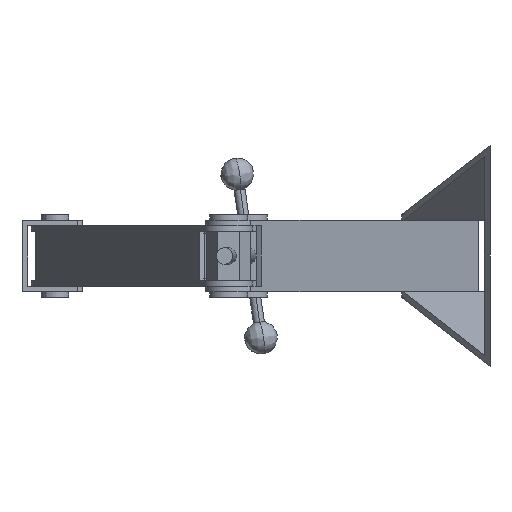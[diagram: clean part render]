
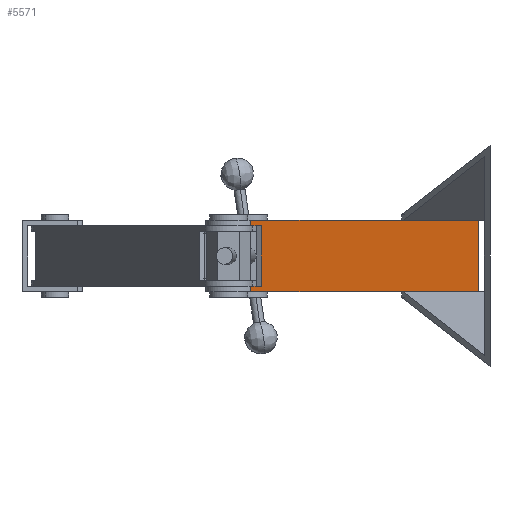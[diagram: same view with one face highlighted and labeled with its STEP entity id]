
A CAD part, left-side view. The second image highlights one B-rep face of the part: STEP entity #5571.
In plain terms, the highlighted free-form (B-spline) face has degree [1, 1] with [2, 2] control points.
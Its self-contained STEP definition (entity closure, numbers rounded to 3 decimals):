
#5453 = VERTEX_POINT('',#5454);
#5454 = CARTESIAN_POINT('',(-656.066,166.201,
    26.953));
#5462 = EDGE_CURVE('',#5463,#5453,#5465,.T.);
#5463 = VERTEX_POINT('',#5464);
#5464 = CARTESIAN_POINT('',(-656.066,166.201,
    33.546));
#5465 = B_SPLINE_CURVE_WITH_KNOTS('',1,(#5466,#5467),.UNSPECIFIED.,.F.,
  .F.,(2,2),(0.,5.),.PIECEWISE_BEZIER_KNOTS.);
#5466 = CARTESIAN_POINT('',(-656.066,166.201,
    33.546));
#5467 = CARTESIAN_POINT('',(-656.066,166.201,
    26.953));
#5501 = VERTEX_POINT('',#5502);
#5502 = CARTESIAN_POINT('',(-656.066,166.201,
    106.069));
#5510 = EDGE_CURVE('',#5511,#5501,#5513,.T.);
#5511 = VERTEX_POINT('',#5512);
#5512 = CARTESIAN_POINT('',(-656.066,166.201,
    112.662));
#5513 = B_SPLINE_CURVE_WITH_KNOTS('',1,(#5514,#5515),.UNSPECIFIED.,.F.,
  .F.,(2,2),(-60.,-55.),.PIECEWISE_BEZIER_KNOTS.);
#5514 = CARTESIAN_POINT('',(-656.066,166.201,
    112.662));
#5515 = CARTESIAN_POINT('',(-656.066,166.201,
    106.069));
#5571 = ADVANCED_FACE('',(#5572),#5614,.F.);
#5572 = FACE_BOUND('',#5573,.T.);
#5573 = EDGE_LOOP('',(#5574,#5581,#5582,#5589,#5596,#5601,#5602,#5609));
#5574 = ORIENTED_EDGE('',*,*,#5575,.T.);
#5575 = EDGE_CURVE('',#5576,#5463,#5578,.T.);
#5576 = VERTEX_POINT('',#5577);
#5577 = CARTESIAN_POINT('',(-636.777,153.537,
    33.546));
#5578 = B_SPLINE_CURVE_WITH_KNOTS('',1,(#5579,#5580),.UNSPECIFIED.,.F.,
  .F.,(2,2),(-40.,-22.5),.PIECEWISE_BEZIER_KNOTS.);
#5579 = CARTESIAN_POINT('',(-636.777,153.537,
    33.546));
#5580 = CARTESIAN_POINT('',(-656.066,166.201,
    33.546));
#5581 = ORIENTED_EDGE('',*,*,#5462,.T.);
#5582 = ORIENTED_EDGE('',*,*,#5583,.T.);
#5583 = EDGE_CURVE('',#5453,#5584,#5586,.T.);
#5584 = VERTEX_POINT('',#5585);
#5585 = CARTESIAN_POINT('',(-239.968,-106.996,
    26.953));
#5586 = B_SPLINE_CURVE_WITH_KNOTS('',1,(#5587,#5588),.UNSPECIFIED.,.F.,
  .F.,(2,2),(22.5,400.),.PIECEWISE_BEZIER_KNOTS.);
#5587 = CARTESIAN_POINT('',(-656.066,166.201,
    26.953));
#5588 = CARTESIAN_POINT('',(-239.968,-106.996,
    26.953));
#5589 = ORIENTED_EDGE('',*,*,#5590,.T.);
#5590 = EDGE_CURVE('',#5584,#5591,#5593,.T.);
#5591 = VERTEX_POINT('',#5592);
#5592 = CARTESIAN_POINT('',(-239.968,-106.996,
    112.662));
#5593 = B_SPLINE_CURVE_WITH_KNOTS('',1,(#5594,#5595),.UNSPECIFIED.,.F.,
  .F.,(2,2),(-5.,60.),.PIECEWISE_BEZIER_KNOTS.);
#5594 = CARTESIAN_POINT('',(-239.968,-106.996,
    26.953));
#5595 = CARTESIAN_POINT('',(-239.968,-106.996,
    112.662));
#5596 = ORIENTED_EDGE('',*,*,#5597,.F.);
#5597 = EDGE_CURVE('',#5511,#5591,#5598,.T.);
#5598 = B_SPLINE_CURVE_WITH_KNOTS('',1,(#5599,#5600),.UNSPECIFIED.,.F.,
  .F.,(2,2),(22.5,400.),.PIECEWISE_BEZIER_KNOTS.);
#5599 = CARTESIAN_POINT('',(-656.066,166.201,
    112.662));
#5600 = CARTESIAN_POINT('',(-239.968,-106.996,
    112.662));
#5601 = ORIENTED_EDGE('',*,*,#5510,.T.);
#5602 = ORIENTED_EDGE('',*,*,#5603,.T.);
#5603 = EDGE_CURVE('',#5501,#5604,#5606,.T.);
#5604 = VERTEX_POINT('',#5605);
#5605 = CARTESIAN_POINT('',(-636.777,153.537,
    106.069));
#5606 = B_SPLINE_CURVE_WITH_KNOTS('',1,(#5607,#5608),.UNSPECIFIED.,.F.,
  .F.,(2,2),(-17.5,0.),.PIECEWISE_BEZIER_KNOTS.);
#5607 = CARTESIAN_POINT('',(-656.066,166.201,
    106.069));
#5608 = CARTESIAN_POINT('',(-636.777,153.537,
    106.069));
#5609 = ORIENTED_EDGE('',*,*,#5610,.T.);
#5610 = EDGE_CURVE('',#5604,#5576,#5611,.T.);
#5611 = B_SPLINE_CURVE_WITH_KNOTS('',1,(#5612,#5613),.UNSPECIFIED.,.F.,
  .F.,(2,2),(-55.,0.),.PIECEWISE_BEZIER_KNOTS.);
#5612 = CARTESIAN_POINT('',(-636.777,153.537,
    106.069));
#5613 = CARTESIAN_POINT('',(-636.777,153.537,
    33.546));
#5614 = B_SPLINE_SURFACE_WITH_KNOTS('',1,1,(
    (#5615,#5616)
    ,(#5617,#5618
    )),.UNSPECIFIED.,.F.,.F.,.F.,(2,2),(2,2),(-60.,5.),(-400.,-22.5),
  .PIECEWISE_BEZIER_KNOTS.);
#5615 = CARTESIAN_POINT('',(-239.968,-106.996,
    112.662));
#5616 = CARTESIAN_POINT('',(-656.066,166.201,
    112.662));
#5617 = CARTESIAN_POINT('',(-239.968,-106.996,
    26.953));
#5618 = CARTESIAN_POINT('',(-656.066,166.201,
    26.953));
